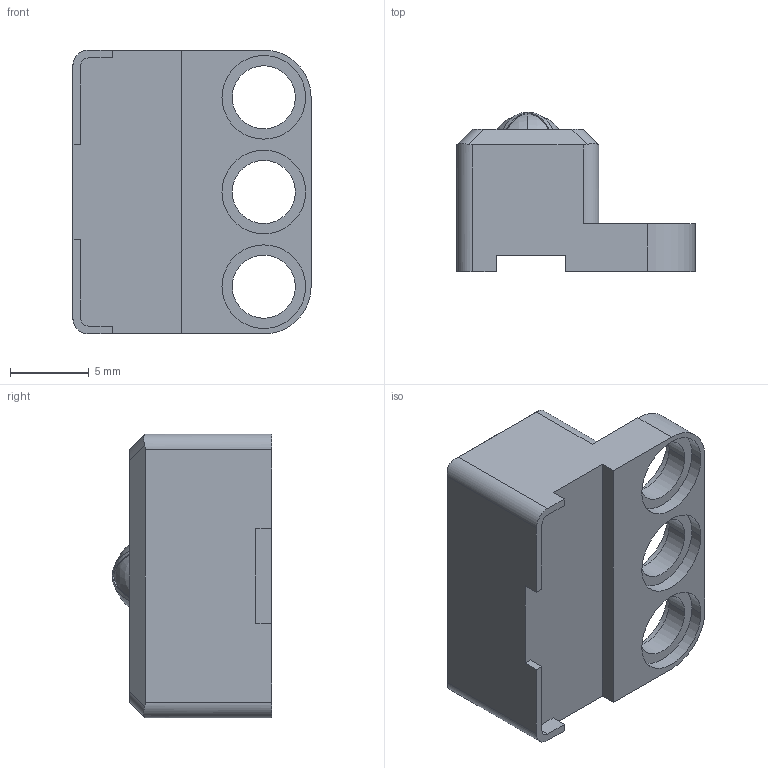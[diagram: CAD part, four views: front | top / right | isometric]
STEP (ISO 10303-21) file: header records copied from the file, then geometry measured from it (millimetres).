
FILE_DESCRIPTION (( 'STEP AP214' ), '1' );
FILE_NAME ('IR RECIVER.STEP', '2012-11-12T16:03:02', ( 'D.M.S.' ), ( '' ), 'SwSTEP 2.0', 'SolidWorks 2009', '' );
FILE_SCHEMA (( 'AUTOMOTIVE_DESIGN' ));
Length unit declared in the file: millimetre
Products named in the file (1): IR RECIVER
Bounding box: 15.1 x 10.08 x 18 mm (x, y, z)
Volume: 1452.2 mm3; surface area: 1137 mm2
Topology: 1 solids, 1 shells, 88 faces, 233 edges, 152 vertices
Faces by surface type: plane 41, cylinder 30, cone 10, sphere 7
Entity records: 2757 total; most frequent: CARTESIAN_POINT 541, DIRECTION 464, ORIENTED_EDGE 460, EDGE_CURVE 230, AXIS2_PLACEMENT_3D 169, VERTEX_POINT 150, VECTOR 126, LINE 126
